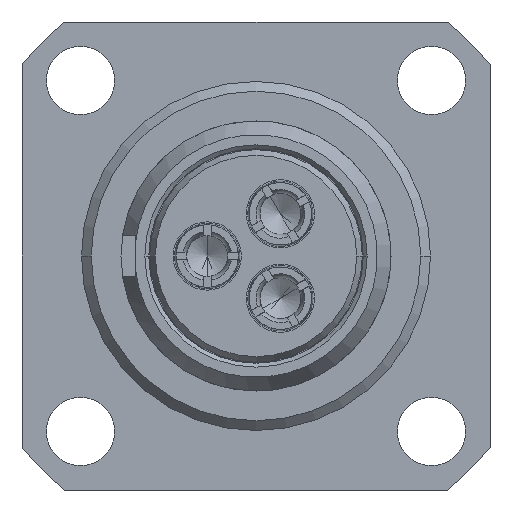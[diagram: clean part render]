
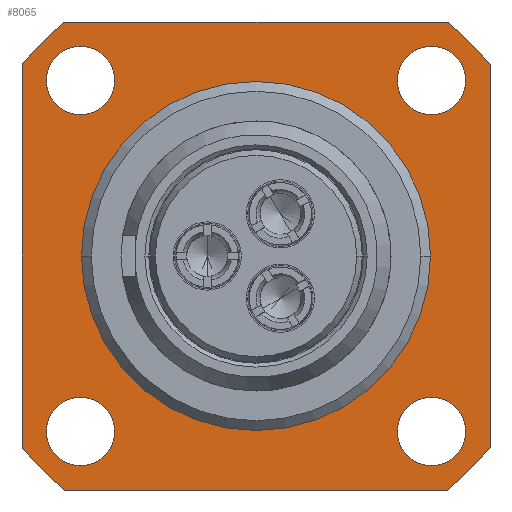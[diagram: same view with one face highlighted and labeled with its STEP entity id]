
A CAD part, left-side view. The second image highlights one B-rep face of the part: STEP entity #8065.
In plain terms, the highlighted planar face has unit normal (-1, 0, 0).
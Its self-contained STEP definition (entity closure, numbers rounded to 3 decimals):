
#308=CARTESIAN_POINT('',(0.7,0.,0.));
#309=DIRECTION('',(1.,0.,0.));
#310=DIRECTION('',(0.,1.,0.));
#311=AXIS2_PLACEMENT_3D('',#308,#309,#310);
#321=CARTESIAN_POINT('',(0.7,0.,0.));
#322=DIRECTION('',(1.,0.,0.));
#323=DIRECTION('',(0.,-1.,0.));
#324=AXIS2_PLACEMENT_3D('',#321,#322,#323);
#326=DIRECTION('',(0.,1.,0.));
#327=VECTOR('',#326,19.621);
#328=CARTESIAN_POINT('',(0.7,-9.811,12.));
#329=LINE('786',#328,#327);
#330=CARTESIAN_POINT('',(0.7,0.,0.));
#331=DIRECTION('',(1.,0.,0.));
#332=DIRECTION('',(0.,-0.633,0.774));
#333=AXIS2_PLACEMENT_3D('',#330,#331,#332);
#335=DIRECTION('',(0.,0.,1.));
#336=VECTOR('',#335,19.621);
#337=CARTESIAN_POINT('',(0.7,-12.,-9.811));
#338=LINE('787',#337,#336);
#339=CARTESIAN_POINT('',(0.7,0.,0.));
#340=DIRECTION('',(1.,0.,0.));
#341=DIRECTION('',(0.,-0.774,-0.633));
#342=AXIS2_PLACEMENT_3D('',#339,#340,#341);
#344=DIRECTION('',(0.,-1.,0.));
#345=VECTOR('',#344,19.621);
#346=CARTESIAN_POINT('',(0.7,9.811,-12.));
#347=LINE('788',#346,#345);
#348=CARTESIAN_POINT('',(0.7,0.,0.));
#349=DIRECTION('',(1.,0.,0.));
#350=DIRECTION('',(0.,0.633,-0.774));
#351=AXIS2_PLACEMENT_3D('',#348,#349,#350);
#353=DIRECTION('',(0.,0.,-1.));
#354=VECTOR('',#353,19.621);
#355=CARTESIAN_POINT('',(0.7,12.,9.811));
#356=LINE('789',#355,#354);
#357=CARTESIAN_POINT('',(0.7,0.,0.));
#358=DIRECTION('',(1.,0.,0.));
#359=DIRECTION('',(0.,0.774,0.633));
#360=AXIS2_PLACEMENT_3D('',#357,#358,#359);
#362=CARTESIAN_POINT('',(0.7,9.,-9.));
#363=DIRECTION('',(-1.,0.,0.));
#364=DIRECTION('',(0.,0.,-1.));
#365=AXIS2_PLACEMENT_3D('',#362,#363,#364);
#367=CARTESIAN_POINT('',(0.7,9.,-9.));
#368=DIRECTION('',(-1.,0.,0.));
#369=DIRECTION('',(0.,0.,1.));
#370=AXIS2_PLACEMENT_3D('',#367,#368,#369);
#372=CARTESIAN_POINT('',(0.7,9.,9.));
#373=DIRECTION('',(-1.,0.,0.));
#374=DIRECTION('',(0.,0.,-1.));
#375=AXIS2_PLACEMENT_3D('',#372,#373,#374);
#377=CARTESIAN_POINT('',(0.7,9.,9.));
#378=DIRECTION('',(-1.,0.,0.));
#379=DIRECTION('',(0.,0.,1.));
#380=AXIS2_PLACEMENT_3D('',#377,#378,#379);
#382=CARTESIAN_POINT('',(0.7,-9.,-9.));
#383=DIRECTION('',(-1.,0.,0.));
#384=DIRECTION('',(0.,0.,-1.));
#385=AXIS2_PLACEMENT_3D('',#382,#383,#384);
#387=CARTESIAN_POINT('',(0.7,-9.,-9.));
#388=DIRECTION('',(-1.,0.,0.));
#389=DIRECTION('',(0.,0.,1.));
#390=AXIS2_PLACEMENT_3D('',#387,#388,#389);
#392=CARTESIAN_POINT('',(0.7,-9.,9.));
#393=DIRECTION('',(-1.,0.,0.));
#394=DIRECTION('',(0.,0.,-1.));
#395=AXIS2_PLACEMENT_3D('',#392,#393,#394);
#397=CARTESIAN_POINT('',(0.7,-9.,9.));
#398=DIRECTION('',(-1.,0.,0.));
#399=DIRECTION('',(0.,0.,1.));
#400=AXIS2_PLACEMENT_3D('',#397,#398,#399);
#6143=CARTESIAN_POINT('',(0.7,8.95,0.));
#6144=VERTEX_POINT('',#6143);
#6145=CARTESIAN_POINT('',(0.7,-8.95,0.));
#6146=VERTEX_POINT('',#6145);
#6163=CARTESIAN_POINT('',(0.7,9.,-10.75));
#6164=CARTESIAN_POINT('',(0.7,9.,-7.25));
#6165=VERTEX_POINT('',#6163);
#6166=VERTEX_POINT('',#6164);
#6167=CARTESIAN_POINT('',(0.7,9.,7.25));
#6168=CARTESIAN_POINT('',(0.7,9.,10.75));
#6169=VERTEX_POINT('',#6167);
#6170=VERTEX_POINT('',#6168);
#6171=CARTESIAN_POINT('',(0.7,-9.,-10.75));
#6172=CARTESIAN_POINT('',(0.7,-9.,-7.25));
#6173=VERTEX_POINT('',#6171);
#6174=VERTEX_POINT('',#6172);
#6175=CARTESIAN_POINT('',(0.7,-9.,7.25));
#6176=CARTESIAN_POINT('',(0.7,-9.,10.75));
#6177=VERTEX_POINT('',#6175);
#6178=VERTEX_POINT('',#6176);
#6272=CARTESIAN_POINT('',(0.7,-9.811,12.));
#6273=CARTESIAN_POINT('',(0.7,9.811,12.));
#6274=VERTEX_POINT('',#6272);
#6275=VERTEX_POINT('',#6273);
#6276=CARTESIAN_POINT('',(0.7,-12.,-9.811));
#6277=CARTESIAN_POINT('',(0.7,-12.,9.811));
#6278=VERTEX_POINT('',#6276);
#6279=VERTEX_POINT('',#6277);
#6280=CARTESIAN_POINT('',(0.7,9.811,-12.));
#6281=CARTESIAN_POINT('',(0.7,-9.811,-12.));
#6282=VERTEX_POINT('',#6280);
#6283=VERTEX_POINT('',#6281);
#6284=CARTESIAN_POINT('',(0.7,12.,9.811));
#6285=CARTESIAN_POINT('',(0.7,12.,-9.811));
#6286=VERTEX_POINT('',#6284);
#6287=VERTEX_POINT('',#6285);
#8014=CARTESIAN_POINT('',(0.7,0.,0.));
#8015=DIRECTION('',(1.,0.,0.));
#8016=DIRECTION('',(0.,0.,-1.));
#8017=AXIS2_PLACEMENT_3D('',#8014,#8015,#8016);
#8018=PLANE('286',#8017);
#8020=ORIENTED_EDGE('786',*,*,#8019,.F.);
#8022=ORIENTED_EDGE('837',*,*,#8021,.T.);
#8024=ORIENTED_EDGE('787',*,*,#8023,.F.);
#8026=ORIENTED_EDGE('836',*,*,#8025,.T.);
#8028=ORIENTED_EDGE('788',*,*,#8027,.F.);
#8030=ORIENTED_EDGE('835',*,*,#8029,.T.);
#8032=ORIENTED_EDGE('789',*,*,#8031,.F.);
#8034=ORIENTED_EDGE('824',*,*,#8033,.T.);
#8035=EDGE_LOOP('286',(#8020,#8022,#8024,#8026,#8028,#8030,#8032,#8034));
#8036=FACE_OUTER_BOUND('286',#8035,.F.);
#8038=ORIENTED_EDGE('701',*,*,#8037,.T.);
#8040=ORIENTED_EDGE('702',*,*,#8039,.T.);
#8041=EDGE_LOOP('286',(#8038,#8040));
#8042=FACE_BOUND('286',#8041,.F.);
#8044=ORIENTED_EDGE('703',*,*,#8043,.T.);
#8046=ORIENTED_EDGE('704',*,*,#8045,.T.);
#8047=EDGE_LOOP('286',(#8044,#8046));
#8048=FACE_BOUND('286',#8047,.F.);
#8050=ORIENTED_EDGE('705',*,*,#8049,.T.);
#8052=ORIENTED_EDGE('706',*,*,#8051,.T.);
#8053=EDGE_LOOP('286',(#8050,#8052));
#8054=FACE_BOUND('286',#8053,.F.);
#8056=ORIENTED_EDGE('707',*,*,#8055,.T.);
#8058=ORIENTED_EDGE('708',*,*,#8057,.T.);
#8059=EDGE_LOOP('286',(#8056,#8058));
#8060=FACE_BOUND('286',#8059,.F.);
#8061=ORIENTED_EDGE('691',*,*,#7979,.F.);
#8062=ORIENTED_EDGE('692',*,*,#8002,.F.);
#8063=EDGE_LOOP('286',(#8061,#8062));
#8064=FACE_BOUND('286',#8063,.F.);
#312=CIRCLE('691',#311,8.95);
#325=CIRCLE('692',#324,8.95);
#334=CIRCLE('837',#333,15.5);
#343=CIRCLE('836',#342,15.5);
#352=CIRCLE('835',#351,15.5);
#361=CIRCLE('824',#360,15.5);
#366=CIRCLE('701',#365,1.75);
#371=CIRCLE('702',#370,1.75);
#376=CIRCLE('703',#375,1.75);
#381=CIRCLE('704',#380,1.75);
#386=CIRCLE('705',#385,1.75);
#391=CIRCLE('706',#390,1.75);
#396=CIRCLE('707',#395,1.75);
#401=CIRCLE('708',#400,1.75);
#7979=EDGE_CURVE('691',#6144,#6146,#312,.T.);
#8002=EDGE_CURVE('692',#6146,#6144,#325,.T.);
#8019=EDGE_CURVE('786',#6274,#6275,#329,.T.);
#8021=EDGE_CURVE('837',#6274,#6279,#334,.T.);
#8023=EDGE_CURVE('787',#6278,#6279,#338,.T.);
#8025=EDGE_CURVE('836',#6278,#6283,#343,.T.);
#8027=EDGE_CURVE('788',#6282,#6283,#347,.T.);
#8029=EDGE_CURVE('835',#6282,#6287,#352,.T.);
#8031=EDGE_CURVE('789',#6286,#6287,#356,.T.);
#8033=EDGE_CURVE('824',#6286,#6275,#361,.T.);
#8037=EDGE_CURVE('701',#6165,#6166,#366,.T.);
#8039=EDGE_CURVE('702',#6166,#6165,#371,.T.);
#8043=EDGE_CURVE('703',#6169,#6170,#376,.T.);
#8045=EDGE_CURVE('704',#6170,#6169,#381,.T.);
#8049=EDGE_CURVE('705',#6173,#6174,#386,.T.);
#8051=EDGE_CURVE('706',#6174,#6173,#391,.T.);
#8055=EDGE_CURVE('707',#6177,#6178,#396,.T.);
#8057=EDGE_CURVE('708',#6178,#6177,#401,.T.);
#8065=ADVANCED_FACE('286',(#8036,#8042,#8048,#8054,#8060,#8064),#8018,.F.);
